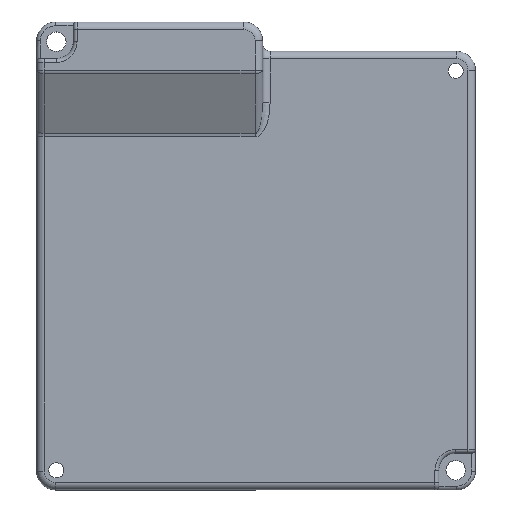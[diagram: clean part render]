
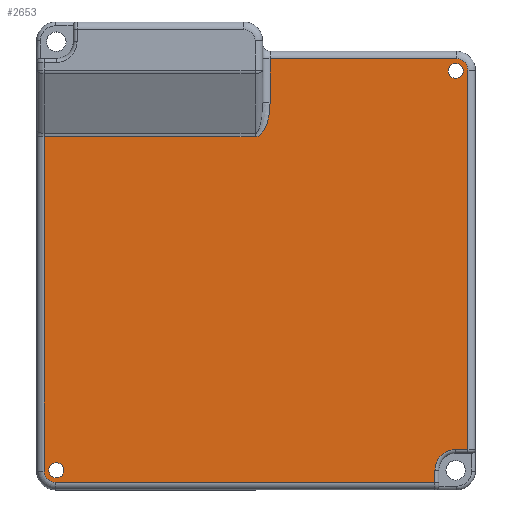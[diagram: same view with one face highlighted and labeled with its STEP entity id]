
A CAD part, top view. The second image highlights one B-rep face of the part: STEP entity #2653.
In plain terms, the highlighted planar face has unit normal (0, 0, 1).
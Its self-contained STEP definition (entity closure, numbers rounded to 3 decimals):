
#6 = VECTOR ( 'NONE', #195, 1000. ) ;
#9 = VERTEX_POINT ( 'NONE', #3340 ) ;
#26 = CARTESIAN_POINT ( 'NONE',  ( 56.25, 53.25, 16.5 ) ) ;
#62 = VERTEX_POINT ( 'NONE', #2799 ) ;
#116 = EDGE_CURVE ( 'NONE', #2896, #1828, #3536, .T. ) ;
#117 = CARTESIAN_POINT ( 'NONE',  ( -56.25, 35.536, 16.5 ) ) ;
#118 = VERTEX_POINT ( 'NONE', #446 ) ;
#148 = DIRECTION ( 'NONE',  ( 1., 0., 0. ) ) ;
#195 = DIRECTION ( 'NONE',  ( 0., 1., 0. ) ) ;
#199 = EDGE_CURVE ( 'NONE', #62, #2587, #3270, .T. ) ;
#204 = LINE ( 'NONE', #2146, #1343 ) ;
#215 = FACE_BOUND ( 'NONE', #4118, .T. ) ;
#228 = DIRECTION ( 'NONE',  ( -1., 0., 0. ) ) ;
#245 = DIRECTION ( 'NONE',  ( 1., 0., 0. ) ) ;
#281 = CARTESIAN_POINT ( 'NONE',  ( 3.75, 44.625, 16.5 ) ) ;
#343 = AXIS2_PLACEMENT_3D ( 'NONE', #2478, #3551, #2250 ) ;
#356 = EDGE_CURVE ( 'NONE', #2564, #9, #1324, .T. ) ;
#362 = LINE ( 'NONE', #3034, #1158 ) ;
#399 = DIRECTION ( 'NONE',  ( 0., 0., -1. ) ) ;
#441 = CARTESIAN_POINT ( 'NONE',  ( 55.033, 53.033, 16.5 ) ) ;
#446 = CARTESIAN_POINT ( 'NONE',  ( -0.25, 35.536, 16.5 ) ) ;
#498 = DIRECTION ( 'NONE',  ( 0., 0., 1. ) ) ;
#505 = DIRECTION ( 'NONE',  ( 0., -1., 0. ) ) ;
#510 = VERTEX_POINT ( 'NONE', #2367 ) ;
#511 = CARTESIAN_POINT ( 'NONE',  ( 3.75, 44.625, 16.5 ) ) ;
#609 = ORIENTED_EDGE ( 'NONE', *, *, #1205, .T. ) ;
#663 = VERTEX_POINT ( 'NONE', #441 ) ;
#665 = CARTESIAN_POINT ( 'NONE',  ( 0., -56.25, 16.5 ) ) ;
#666 = CARTESIAN_POINT ( 'NONE',  ( 53.033, 53.033, 16.5 ) ) ;
#685 = ORIENTED_EDGE ( 'NONE', *, *, #769, .T. ) ;
#707 = CARTESIAN_POINT ( 'NONE',  ( -55.033, -53.033, 16.5 ) ) ;
#744 = CIRCLE ( 'NONE', #3840, 2. ) ;
#769 = EDGE_CURVE ( 'NONE', #4075, #2564, #3210, .T. ) ;
#775 = LINE ( 'NONE', #26, #3975 ) ;
#829 = LINE ( 'NONE', #1548, #932 ) ;
#842 = ORIENTED_EDGE ( 'NONE', *, *, #3278, .T. ) ;
#880 = LINE ( 'NONE', #3224, #2859 ) ;
#908 = EDGE_CURVE ( 'NONE', #2195, #118, #3036, .T. ) ;
#932 = VECTOR ( 'NONE', #228, 1000. ) ;
#943 = DIRECTION ( 'NONE',  ( 1., 0., 0. ) ) ;
#971 = ORIENTED_EDGE ( 'NONE', *, *, #2954, .T. ) ;
#1010 = DIRECTION ( 'NONE',  ( -1., 0., 0. ) ) ;
#1052 = CIRCLE ( 'NONE', #3352, 2. ) ;
#1144 = CARTESIAN_POINT ( 'NONE',  ( 47.533, -53.033, 16.5 ) ) ;
#1158 = VECTOR ( 'NONE', #1010, 1000. ) ;
#1205 = EDGE_CURVE ( 'NONE', #1828, #2896, #1472, .T. ) ;
#1210 = DIRECTION ( 'NONE',  ( 0., 0., 1. ) ) ;
#1214 = ORIENTED_EDGE ( 'NONE', *, *, #3616, .T. ) ;
#1228 = AXIS2_PLACEMENT_3D ( 'NONE', #2496, #498, #1485 ) ;
#1253 = ORIENTED_EDGE ( 'NONE', *, *, #116, .T. ) ;
#1259 = CARTESIAN_POINT ( 'NONE',  ( -0.25, 35.536, 16.5 ) ) ;
#1278 = CARTESIAN_POINT ( 'NONE',  ( -51.033, -53.033, 16.5 ) ) ;
#1324 = CIRCLE ( 'NONE', #3121, 5.5 ) ;
#1327 = AXIS2_PLACEMENT_3D ( 'NONE', #2810, #1210, #2131 ) ;
#1343 = VECTOR ( 'NONE', #148, 1000. ) ;
#1373 = ORIENTED_EDGE ( 'NONE', *, *, #356, .T. ) ;
#1381 = ORIENTED_EDGE ( 'NONE', *, *, #2915, .T. ) ;
#1416 = CIRCLE ( 'NONE', #1228, 3. ) ;
#1472 = CIRCLE ( 'NONE', #343, 2. ) ;
#1485 = DIRECTION ( 'NONE',  ( 1., 0., 0. ) ) ;
#1486 = CARTESIAN_POINT ( 'NONE',  ( 51.033, 53.033, 16.5 ) ) ;
#1548 = CARTESIAN_POINT ( 'NONE',  ( 3.75, 56.25, 16.5 ) ) ;
#1603 = VERTEX_POINT ( 'NONE', #117 ) ;
#1659 = EDGE_LOOP ( 'NONE', ( #1373, #1214, #1741, #4084, #3597, #1937, #3918, #1381, #2346, #3099, #842, #685 ) ) ;
#1678 = ORIENTED_EDGE ( 'NONE', *, *, #2125, .T. ) ;
#1730 = EDGE_LOOP ( 'NONE', ( #1678, #971 ) ) ;
#1741 = ORIENTED_EDGE ( 'NONE', *, *, #4166, .T. ) ;
#1825 = CARTESIAN_POINT ( 'NONE',  ( 47.533, -53.033, 16.5 ) ) ;
#1828 = VERTEX_POINT ( 'NONE', #1278 ) ;
#1878 = CARTESIAN_POINT ( 'NONE',  ( 56.25, 53.25, 16.5 ) ) ;
#1882 = DIRECTION ( 'NONE',  ( 1., 0., 0. ) ) ;
#1937 = ORIENTED_EDGE ( 'NONE', *, *, #4323, .T. ) ;
#1982 = LINE ( 'NONE', #665, #3342 ) ;
#2091 = CARTESIAN_POINT ( 'NONE',  ( -53.033, -53.033, 16.5 ) ) ;
#2125 = EDGE_CURVE ( 'NONE', #2530, #663, #744, .T. ) ;
#2131 = DIRECTION ( 'NONE',  ( 1., 0., 0. ) ) ;
#2146 = CARTESIAN_POINT ( 'NONE',  ( 0., -47.533, 16.5 ) ) ;
#2147 = EDGE_CURVE ( 'NONE', #3591, #3897, #1416, .T. ) ;
#2195 = VERTEX_POINT ( 'NONE', #511 ) ;
#2250 = DIRECTION ( 'NONE',  ( 1., 0., 0. ) ) ;
#2267 = CARTESIAN_POINT ( 'NONE',  ( 53.033, -53.033, 16.5 ) ) ;
#2285 = CARTESIAN_POINT ( 'NONE',  ( 2.093, 35.536, 16.5 ) ) ;
#2346 = ORIENTED_EDGE ( 'NONE', *, *, #3960, .T. ) ;
#2367 = CARTESIAN_POINT ( 'NONE',  ( 3.75, 56.25, 16.5 ) ) ;
#2444 = LINE ( 'NONE', #3611, #3819 ) ;
#2478 = CARTESIAN_POINT ( 'NONE',  ( -53.033, -53.033, 16.5 ) ) ;
#2496 = CARTESIAN_POINT ( 'NONE',  ( 53.25, 53.25, 16.5 ) ) ;
#2530 = VERTEX_POINT ( 'NONE', #1486 ) ;
#2564 = VERTEX_POINT ( 'NONE', #1144 ) ;
#2587 = VERTEX_POINT ( 'NONE', #4185 ) ;
#2602 = DIRECTION ( 'NONE',  ( 0., 0., -1. ) ) ;
#2653 = ADVANCED_FACE ( 'NONE', ( #2666, #4044, #215 ), #3218, .T. ) ;
#2666 = FACE_OUTER_BOUND ( 'NONE', #1659, .T. ) ;
#2799 = CARTESIAN_POINT ( 'NONE',  ( -56.25, -53.25, 16.5 ) ) ;
#2810 = CARTESIAN_POINT ( 'NONE',  ( -53.25, -53.25, 16.5 ) ) ;
#2859 = VECTOR ( 'NONE', #505, 1000. ) ;
#2860 = CARTESIAN_POINT ( 'NONE',  ( 0., 0., 16.5 ) ) ;
#2896 = VERTEX_POINT ( 'NONE', #707 ) ;
#2904 = AXIS2_PLACEMENT_3D ( 'NONE', #2860, #3926, #245 ) ;
#2915 = EDGE_CURVE ( 'NONE', #118, #1603, #362, .T. ) ;
#2954 = EDGE_CURVE ( 'NONE', #663, #2530, #1052, .T. ) ;
#2955 = CARTESIAN_POINT ( 'NONE',  ( 3.75, 39.301, 16.5 ) ) ;
#3034 = CARTESIAN_POINT ( 'NONE',  ( -58.25, 35.536, 16.5 ) ) ;
#3036 =( BOUNDED_CURVE ( )  B_SPLINE_CURVE ( 3, ( #281, #2955, #2285, #1259 ),
 .UNSPECIFIED., .F., .T. ) 
 B_SPLINE_CURVE_WITH_KNOTS ( ( 4, 4 ),
 ( 4.712, 6.283 ),
 .UNSPECIFIED. ) 
 CURVE ( )  GEOMETRIC_REPRESENTATION_ITEM ( )  RATIONAL_B_SPLINE_CURVE ( ( 1., 0.805, 0.805, 1. ) ) 
 REPRESENTATION_ITEM ( '' )  );
#3051 = DIRECTION ( 'NONE',  ( 0., 0., -1. ) ) ;
#3099 = ORIENTED_EDGE ( 'NONE', *, *, #199, .T. ) ;
#3121 = AXIS2_PLACEMENT_3D ( 'NONE', #2267, #2602, #943 ) ;
#3159 = CARTESIAN_POINT ( 'NONE',  ( 53.033, 53.033, 16.5 ) ) ;
#3210 = LINE ( 'NONE', #1825, #6 ) ;
#3218 = PLANE ( 'NONE',  #2904 ) ;
#3224 = CARTESIAN_POINT ( 'NONE',  ( 3.75, 36., 16.5 ) ) ;
#3270 = CIRCLE ( 'NONE', #1327, 3. ) ;
#3278 = EDGE_CURVE ( 'NONE', #2587, #4075, #1982, .T. ) ;
#3293 = CARTESIAN_POINT ( 'NONE',  ( 47.533, -56.25, 16.5 ) ) ;
#3294 = VERTEX_POINT ( 'NONE', #4346 ) ;
#3340 = CARTESIAN_POINT ( 'NONE',  ( 53.033, -47.533, 16.5 ) ) ;
#3342 = VECTOR ( 'NONE', #1882, 1000. ) ;
#3352 = AXIS2_PLACEMENT_3D ( 'NONE', #666, #3051, #3377 ) ;
#3377 = DIRECTION ( 'NONE',  ( 1., 0., 0. ) ) ;
#3494 = DIRECTION ( 'NONE',  ( 1., 0., 0. ) ) ;
#3528 = CARTESIAN_POINT ( 'NONE',  ( 53.25, 56.25, 16.5 ) ) ;
#3536 = CIRCLE ( 'NONE', #3896, 2. ) ;
#3551 = DIRECTION ( 'NONE',  ( 0., 0., -1. ) ) ;
#3591 = VERTEX_POINT ( 'NONE', #1878 ) ;
#3597 = ORIENTED_EDGE ( 'NONE', *, *, #4356, .T. ) ;
#3611 = CARTESIAN_POINT ( 'NONE',  ( -56.25, 0., 16.5 ) ) ;
#3616 = EDGE_CURVE ( 'NONE', #9, #3294, #204, .T. ) ;
#3732 = DIRECTION ( 'NONE',  ( 0., 1., 0. ) ) ;
#3819 = VECTOR ( 'NONE', #4291, 1000. ) ;
#3840 = AXIS2_PLACEMENT_3D ( 'NONE', #3159, #4151, #3494 ) ;
#3896 = AXIS2_PLACEMENT_3D ( 'NONE', #2091, #399, #4132 ) ;
#3897 = VERTEX_POINT ( 'NONE', #3528 ) ;
#3918 = ORIENTED_EDGE ( 'NONE', *, *, #908, .T. ) ;
#3926 = DIRECTION ( 'NONE',  ( 0., 0., 1. ) ) ;
#3960 = EDGE_CURVE ( 'NONE', #1603, #62, #2444, .T. ) ;
#3975 = VECTOR ( 'NONE', #3732, 1000. ) ;
#4044 = FACE_BOUND ( 'NONE', #1730, .T. ) ;
#4075 = VERTEX_POINT ( 'NONE', #3293 ) ;
#4084 = ORIENTED_EDGE ( 'NONE', *, *, #2147, .T. ) ;
#4118 = EDGE_LOOP ( 'NONE', ( #1253, #609 ) ) ;
#4132 = DIRECTION ( 'NONE',  ( 1., 0., 0. ) ) ;
#4151 = DIRECTION ( 'NONE',  ( 0., 0., -1. ) ) ;
#4166 = EDGE_CURVE ( 'NONE', #3294, #3591, #775, .T. ) ;
#4185 = CARTESIAN_POINT ( 'NONE',  ( -53.25, -56.25, 16.5 ) ) ;
#4291 = DIRECTION ( 'NONE',  ( 0., -1., 0. ) ) ;
#4323 = EDGE_CURVE ( 'NONE', #510, #2195, #880, .T. ) ;
#4346 = CARTESIAN_POINT ( 'NONE',  ( 56.25, -47.533, 16.5 ) ) ;
#4356 = EDGE_CURVE ( 'NONE', #3897, #510, #829, .T. ) ;
